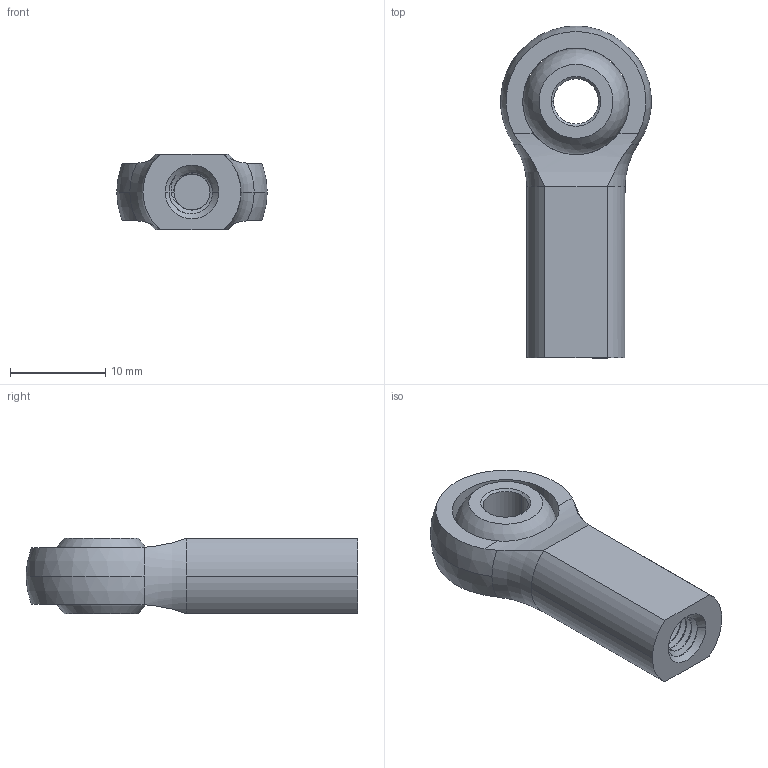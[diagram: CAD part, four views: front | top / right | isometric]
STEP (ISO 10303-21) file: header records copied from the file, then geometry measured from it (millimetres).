
FILE_DESCRIPTION (( 'STEP AP203' ), '1' );
FILE_NAME ('60645K311.STEP', '2014-10-03T14:05:18', ( 'Kyle' ), ( 'Microsoft' ), 'SwSTEP 2.0', 'SolidWorks 2014', '' );
FILE_SCHEMA (( 'CONFIG_CONTROL_DESIGN' ));
Length unit declared in the file: inch
Products named in the file (1): 60645K311
Bounding box: 15.84 x 34.92 x 7.94 mm (x, y, z)
Volume: 2292.8 mm3; surface area: 2042.7 mm2
Topology: 2 solids, 2 shells, 66 faces, 181 edges, 118 vertices
Faces by surface type: cylinder 41, plane 8, cone 7, sphere 4, torus 3, bspline 3
Entity records: 5251 total; most frequent: CARTESIAN_POINT 3704, ORIENTED_EDGE 358, DIRECTION 263, EDGE_CURVE 179, VERTEX_POINT 118, AXIS2_PLACEMENT_3D 104, EDGE_LOOP 71, FACE_OUTER_BOUND 66
